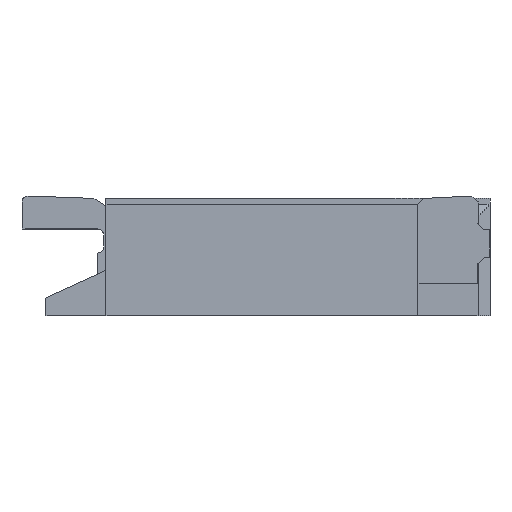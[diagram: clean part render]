
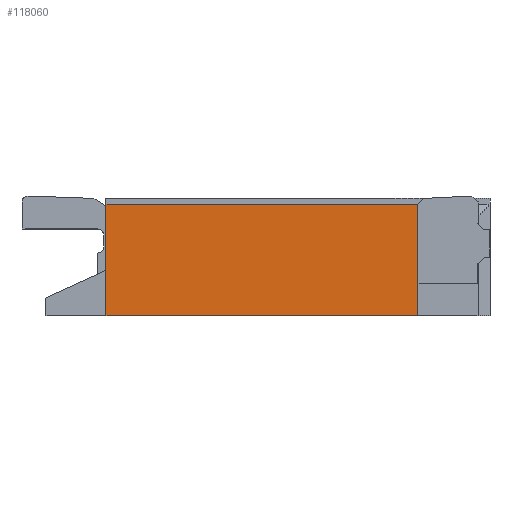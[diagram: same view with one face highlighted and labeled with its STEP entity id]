
A CAD part, left-side view. The second image highlights one B-rep face of the part: STEP entity #118060.
In plain terms, the highlighted planar face has unit normal (-1, 0, 0).
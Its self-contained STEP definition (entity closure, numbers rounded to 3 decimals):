
#93540=CARTESIAN_POINT('',(-12.923,3.719,
1.405));
#93550=VERTEX_POINT('',#93540);
#93580=CARTESIAN_POINT('',(-12.923,0.,1.405));
#93590=DIRECTION('',(0.,-1.,0.));
#93600=VECTOR('',#93590,1.);
#93610=LINE('',#93580,#93600);
#93620=CARTESIAN_POINT('',(-12.923,1.119,
1.405));
#93630=VERTEX_POINT('',#93620);
#93640=EDGE_CURVE('',#93550,#93630,#93610,.T.);
#111060=CARTESIAN_POINT('',(-12.923,3.719,
2.335));
#111070=VERTEX_POINT('',#111060);
#111100=CARTESIAN_POINT('',(-12.923,3.719,0.));
#111110=DIRECTION('',(0.,0.,1.));
#111120=VECTOR('',#111110,1.);
#111130=LINE('',#111100,#111120);
#111140=EDGE_CURVE('',#93550,#111070,#111130,.T.);
#116870=CARTESIAN_POINT('',(-12.923,1.119,
2.335));
#116880=VERTEX_POINT('',#116870);
#116910=CARTESIAN_POINT('',(-12.923,0.,2.335));
#116920=DIRECTION('',(0.,1.,0.));
#116930=VECTOR('',#116920,1.);
#116940=LINE('',#116910,#116930);
#116950=EDGE_CURVE('',#116880,#111070,#116940,.T.);
#117820=CARTESIAN_POINT('',(-12.923,1.119,0.));
#117830=DIRECTION('',(0.,0.,1.));
#117840=VECTOR('',#117830,1.);
#117850=LINE('',#117820,#117840);
#117860=EDGE_CURVE('',#93630,#116880,#117850,.T.);
#117950=CARTESIAN_POINT('',(-12.923,3.803,
2.377));
#117960=DIRECTION('',(1.,0.,0.));
#117970=DIRECTION('',(0.,-1.,0.));
#117980=AXIS2_PLACEMENT_3D('',#117950,#117960,#117970);
#117990=PLANE('',#117980);
#118000=ORIENTED_EDGE('',*,*,#117860,.T.);
#118010=ORIENTED_EDGE('',*,*,#93640,.T.);
#118020=ORIENTED_EDGE('',*,*,#111140,.F.);
#118030=ORIENTED_EDGE('',*,*,#116950,.T.);
#118040=EDGE_LOOP('',(#118030,#118020,#118010,#118000));
#118050=FACE_OUTER_BOUND('',#118040,.T.);
#118060=ADVANCED_FACE('',(#118050),#117990,.F.);
